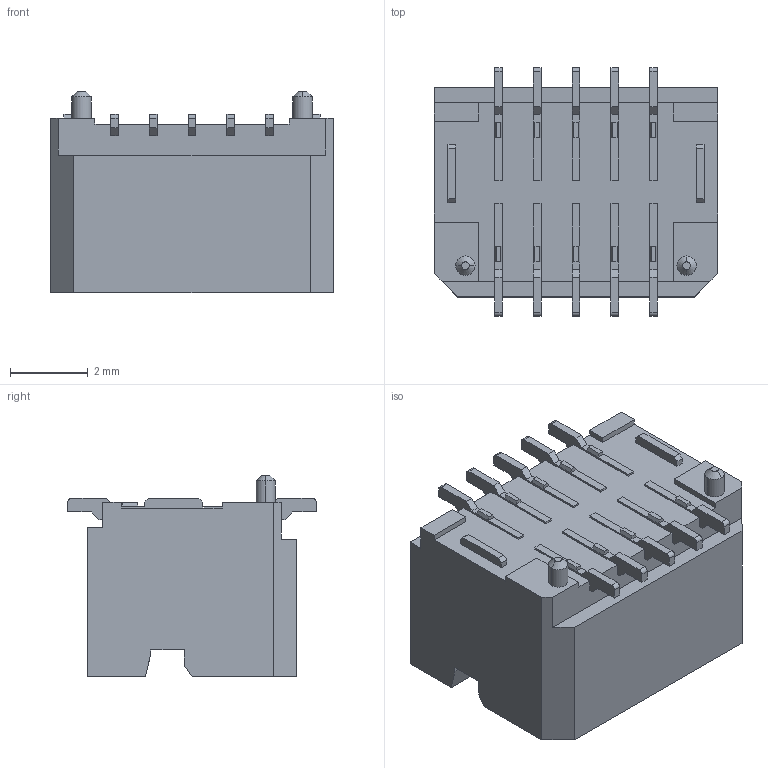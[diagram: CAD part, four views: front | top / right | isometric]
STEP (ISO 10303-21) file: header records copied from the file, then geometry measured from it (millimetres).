
FILE_DESCRIPTION(('CoCreate Modeling STEP Export'),'2;1');
FILE_NAME('DF20G-10DP-1V.stp','2010-03-10T18:58:24',(''),(''),'CoCreate Modeling STEP processor for AP214 (Solid Model)','CoCreate Modeling 16.00B 02-Dec-2008 (C) Parametric Technology GmbH','');
FILE_SCHEMA(('AUTOMOTIVE_DESIGN { 1 0 10303 214 1 1 1 1 }'));
Length unit declared in the file: millimetre
Products named in the file (1): DF20G-10DP-1V
Bounding box: 7.3 x 6.4 x 5.2 mm (x, y, z)
Volume: 98 mm3; surface area: 298.7 mm2
Topology: 1 solids, 1 shells, 368 faces, 1003 edges, 651 vertices
Faces by surface type: plane 350, cylinder 14, cone 4
Entity records: 11295 total; most frequent: CARTESIAN_POINT 2010, ORIENTED_EDGE 2006, DIRECTION 1750, EDGE_CURVE 1003, VECTOR 968, LINE 968, VERTEX_POINT 651, AXIS2_PLACEMENT_3D 391
